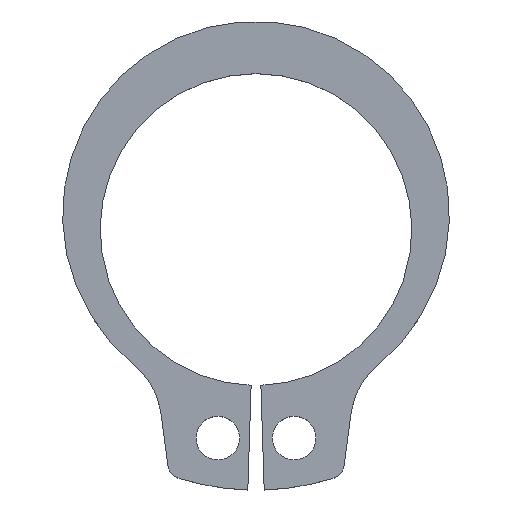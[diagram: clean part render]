
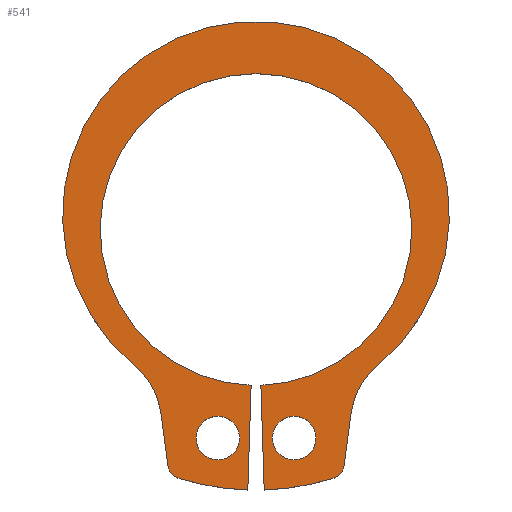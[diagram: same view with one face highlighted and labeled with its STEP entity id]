
A CAD part, top view. The second image highlights one B-rep face of the part: STEP entity #541.
In plain terms, the highlighted planar face has unit normal (0, 0, 1).
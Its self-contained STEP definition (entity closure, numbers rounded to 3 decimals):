
#1 = VECTOR ( 'NONE', #288, 1000. ) ;
#16 = CARTESIAN_POINT ( 'NONE',  ( -6.102, -62.747, 6.538 ) ) ;
#22 = DIRECTION ( 'NONE',  ( 0., 0., 1. ) ) ;
#26 = AXIS2_PLACEMENT_3D ( 'NONE', #259, #383, #548 ) ;
#28 = DIRECTION ( 'NONE',  ( 1., 0., 0. ) ) ;
#39 = ORIENTED_EDGE ( 'NONE', *, *, #489, .T. ) ;
#44 = VERTEX_POINT ( 'NONE', #16 ) ;
#47 = EDGE_CURVE ( 'NONE', #351, #345, #104, .T. ) ;
#50 = CIRCLE ( 'NONE', #515, 119.5 ) ;
#52 = ORIENTED_EDGE ( 'NONE', *, *, #113, .T. ) ;
#53 = VERTEX_POINT ( 'NONE', #463 ) ;
#60 = CARTESIAN_POINT ( 'NONE',  ( 36.609, -99.279, 6.538 ) ) ;
#65 = CARTESIAN_POINT ( 'NONE',  ( -0.109, -110.723, 6.538 ) ) ;
#66 = EDGE_CURVE ( 'NONE', #53, #53, #195, .T. ) ;
#67 = DIRECTION ( 'NONE',  ( 0.131, -0.991, 0. ) ) ;
#68 = CARTESIAN_POINT ( 'NONE',  ( 75.322, -80.785, 6.538 ) ) ;
#72 = ORIENTED_EDGE ( 'NONE', *, *, #410, .F. ) ;
#76 = VERTEX_POINT ( 'NONE', #335 ) ;
#78 = CARTESIAN_POINT ( 'NONE',  ( -21.359, -86.944, 6.538 ) ) ;
#80 = CARTESIAN_POINT ( 'NONE',  ( -83.039, -80.785, 6.538 ) ) ;
#86 = EDGE_CURVE ( 'NONE', #315, #131, #50, .T. ) ;
#89 = CIRCLE ( 'NONE', #236, 88.704 ) ;
#101 = CIRCLE ( 'NONE', #407, 7.5 ) ;
#102 = CARTESIAN_POINT ( 'NONE',  ( -36.891, -98.3, 6.538 ) ) ;
#104 = LINE ( 'NONE', #272, #137 ) ;
#106 = ORIENTED_EDGE ( 'NONE', *, *, #448, .T. ) ;
#110 = AXIS2_PLACEMENT_3D ( 'NONE', #78, #538, #249 ) ;
#113 = EDGE_CURVE ( 'NONE', #429, #476, #504, .T. ) ;
#116 = DIRECTION ( 'NONE',  ( 0.131, 0.991, 0. ) ) ;
#119 = CARTESIAN_POINT ( 'NONE',  ( -1.615, -62.747, 6.538 ) ) ;
#127 = FACE_BOUND ( 'NONE', #134, .T. ) ;
#131 = VERTEX_POINT ( 'NONE', #459 ) ;
#132 = FACE_OUTER_BOUND ( 'NONE', #197, .T. ) ;
#134 = EDGE_LOOP ( 'NONE', ( #447 ) ) ;
#137 = VECTOR ( 'NONE', #67, 1000. ) ;
#138 = EDGE_CURVE ( 'NONE', #76, #315, #256, .T. ) ;
#140 = DIRECTION ( 'NONE',  ( 0.031, 1., 0. ) ) ;
#144 = EDGE_CURVE ( 'NONE', #131, #267, #313, .T. ) ;
#150 = CARTESIAN_POINT ( 'NONE',  ( 13.641, -86.944, 6.538 ) ) ;
#158 = LINE ( 'NONE', #487, #390 ) ;
#167 = CARTESIAN_POINT ( 'NONE',  ( 39.662, -76.09, 6.538 ) ) ;
#176 = ORIENTED_EDGE ( 'NONE', *, *, #252, .T. ) ;
#177 = EDGE_CURVE ( 'NONE', #181, #351, #341, .T. ) ;
#179 = VERTEX_POINT ( 'NONE', #167 ) ;
#181 = VERTEX_POINT ( 'NONE', #497 ) ;
#186 = DIRECTION ( 'NONE',  ( 1., 0., 0. ) ) ;
#191 = ORIENTED_EDGE ( 'NONE', *, *, #47, .T. ) ;
#195 = CIRCLE ( 'NONE', #110, 10. ) ;
#197 = EDGE_LOOP ( 'NONE', ( #39, #467, #435, #403, #106, #539, #223, #391, #191, #486, #52, #176 ) ) ;
#199 = CARTESIAN_POINT ( 'NONE',  ( -3.859, 8.718, 6.538 ) ) ;
#206 = DIRECTION ( 'NONE',  ( 1., 0., 0. ) ) ;
#219 = PLANE ( 'NONE',  #26 ) ;
#223 = ORIENTED_EDGE ( 'NONE', *, *, #389, .T. ) ;
#224 = FACE_BOUND ( 'NONE', #442, .T. ) ;
#236 = AXIS2_PLACEMENT_3D ( 'NONE', #411, #240, #483 ) ;
#237 = CARTESIAN_POINT ( 'NONE',  ( -47.379, -76.09, 6.538 ) ) ;
#240 = DIRECTION ( 'NONE',  ( 0., 0., 1. ) ) ;
#245 = DIRECTION ( 'NONE',  ( 1., 0., 0. ) ) ;
#247 = AXIS2_PLACEMENT_3D ( 'NONE', #199, #545, #28 ) ;
#249 = DIRECTION ( 'NONE',  ( 1., 0., 0. ) ) ;
#250 = DIRECTION ( 'NONE',  ( 0., 0., -1. ) ) ;
#252 = EDGE_CURVE ( 'NONE', #476, #44, #431, .T. ) ;
#253 = CARTESIAN_POINT ( 'NONE',  ( -3.859, 8.718, 6.538 ) ) ;
#256 = LINE ( 'NONE', #119, #1 ) ;
#259 = CARTESIAN_POINT ( 'NONE',  ( -3.859, 8.718, 6.538 ) ) ;
#267 = VERTEX_POINT ( 'NONE', #60 ) ;
#268 = DIRECTION ( 'NONE',  ( 1., 0., 0. ) ) ;
#269 = AXIS2_PLACEMENT_3D ( 'NONE', #68, #309, #268 ) ;
#271 = DIRECTION ( 'NONE',  ( 0., 0., 1. ) ) ;
#272 = CARTESIAN_POINT ( 'NONE',  ( -47.379, -76.09, 6.538 ) ) ;
#288 = DIRECTION ( 'NONE',  ( 0.031, -1., 0. ) ) ;
#291 = DIRECTION ( 'NONE',  ( 0., 0., 1. ) ) ;
#303 = CIRCLE ( 'NONE', #520, 10. ) ;
#309 = DIRECTION ( 'NONE',  ( 0., 0., -1. ) ) ;
#313 = CIRCLE ( 'NONE', #382, 7.5 ) ;
#315 = VERTEX_POINT ( 'NONE', #65 ) ;
#323 = VECTOR ( 'NONE', #140, 1000. ) ;
#326 = DIRECTION ( 'NONE',  ( 0., 0., 1. ) ) ;
#329 = VERTEX_POINT ( 'NONE', #433 ) ;
#333 = CARTESIAN_POINT ( 'NONE',  ( -7.609, -110.723, 6.538 ) ) ;
#335 = CARTESIAN_POINT ( 'NONE',  ( -1.615, -62.747, 6.538 ) ) ;
#341 = CIRCLE ( 'NONE', #363, 35.967 ) ;
#345 = VERTEX_POINT ( 'NONE', #443 ) ;
#350 = EDGE_CURVE ( 'NONE', #179, #329, #506, .T. ) ;
#351 = VERTEX_POINT ( 'NONE', #237 ) ;
#363 = AXIS2_PLACEMENT_3D ( 'NONE', #80, #250, #206 ) ;
#372 = EDGE_CURVE ( 'NONE', #345, #429, #101, .T. ) ;
#373 = CIRCLE ( 'NONE', #491, 71.5 ) ;
#382 = AXIS2_PLACEMENT_3D ( 'NONE', #454, #291, #456 ) ;
#383 = DIRECTION ( 'NONE',  ( 0., 0., 1. ) ) ;
#386 = VERTEX_POINT ( 'NONE', #495 ) ;
#389 = EDGE_CURVE ( 'NONE', #329, #181, #89, .T. ) ;
#390 = VECTOR ( 'NONE', #116, 1000. ) ;
#391 = ORIENTED_EDGE ( 'NONE', *, *, #177, .T. ) ;
#403 = ORIENTED_EDGE ( 'NONE', *, *, #144, .T. ) ;
#407 = AXIS2_PLACEMENT_3D ( 'NONE', #102, #271, #186 ) ;
#410 = EDGE_CURVE ( 'NONE', #386, #386, #303, .T. ) ;
#411 = CARTESIAN_POINT ( 'NONE',  ( -3.859, 15.514, 6.538 ) ) ;
#418 = DIRECTION ( 'NONE',  ( 1., 0., 0. ) ) ;
#429 = VERTEX_POINT ( 'NONE', #531 ) ;
#431 = LINE ( 'NONE', #522, #323 ) ;
#433 = CARTESIAN_POINT ( 'NONE',  ( 52.479, -53.003, 6.538 ) ) ;
#435 = ORIENTED_EDGE ( 'NONE', *, *, #86, .T. ) ;
#442 = EDGE_LOOP ( 'NONE', ( #72 ) ) ;
#443 = CARTESIAN_POINT ( 'NONE',  ( -44.327, -99.279, 6.538 ) ) ;
#447 = ORIENTED_EDGE ( 'NONE', *, *, #66, .F. ) ;
#448 = EDGE_CURVE ( 'NONE', #267, #179, #158, .T. ) ;
#454 = CARTESIAN_POINT ( 'NONE',  ( 29.174, -98.3, 6.538 ) ) ;
#456 = DIRECTION ( 'NONE',  ( -1., 0., 0. ) ) ;
#459 = CARTESIAN_POINT ( 'NONE',  ( 31.386, -105.466, 6.538 ) ) ;
#463 = CARTESIAN_POINT ( 'NONE',  ( -11.359, -86.944, 6.538 ) ) ;
#467 = ORIENTED_EDGE ( 'NONE', *, *, #138, .T. ) ;
#476 = VERTEX_POINT ( 'NONE', #333 ) ;
#483 = DIRECTION ( 'NONE',  ( 1., 0., 0. ) ) ;
#485 = CARTESIAN_POINT ( 'NONE',  ( -3.859, 8.718, 6.538 ) ) ;
#486 = ORIENTED_EDGE ( 'NONE', *, *, #372, .T. ) ;
#487 = CARTESIAN_POINT ( 'NONE',  ( 39.662, -76.09, 6.538 ) ) ;
#489 = EDGE_CURVE ( 'NONE', #44, #76, #373, .T. ) ;
#491 = AXIS2_PLACEMENT_3D ( 'NONE', #253, #540, #418 ) ;
#493 = DIRECTION ( 'NONE',  ( 1., 0., 0. ) ) ;
#495 = CARTESIAN_POINT ( 'NONE',  ( 23.641, -86.944, 6.538 ) ) ;
#497 = CARTESIAN_POINT ( 'NONE',  ( -60.196, -53.003, 6.538 ) ) ;
#504 = CIRCLE ( 'NONE', #247, 119.5 ) ;
#506 = CIRCLE ( 'NONE', #269, 35.967 ) ;
#515 = AXIS2_PLACEMENT_3D ( 'NONE', #485, #326, #493 ) ;
#520 = AXIS2_PLACEMENT_3D ( 'NONE', #150, #22, #245 ) ;
#522 = CARTESIAN_POINT ( 'NONE',  ( -6.102, -62.747, 6.538 ) ) ;
#531 = CARTESIAN_POINT ( 'NONE',  ( -39.103, -105.466, 6.538 ) ) ;
#538 = DIRECTION ( 'NONE',  ( 0., 0., 1. ) ) ;
#539 = ORIENTED_EDGE ( 'NONE', *, *, #350, .T. ) ;
#540 = DIRECTION ( 'NONE',  ( 0., 0., -1. ) ) ;
#541 = ADVANCED_FACE ( 'NONE', ( #127, #224, #132 ), #219, .T. ) ;
#545 = DIRECTION ( 'NONE',  ( 0., 0., 1. ) ) ;
#548 = DIRECTION ( 'NONE',  ( 1., 0., 0. ) ) ;
